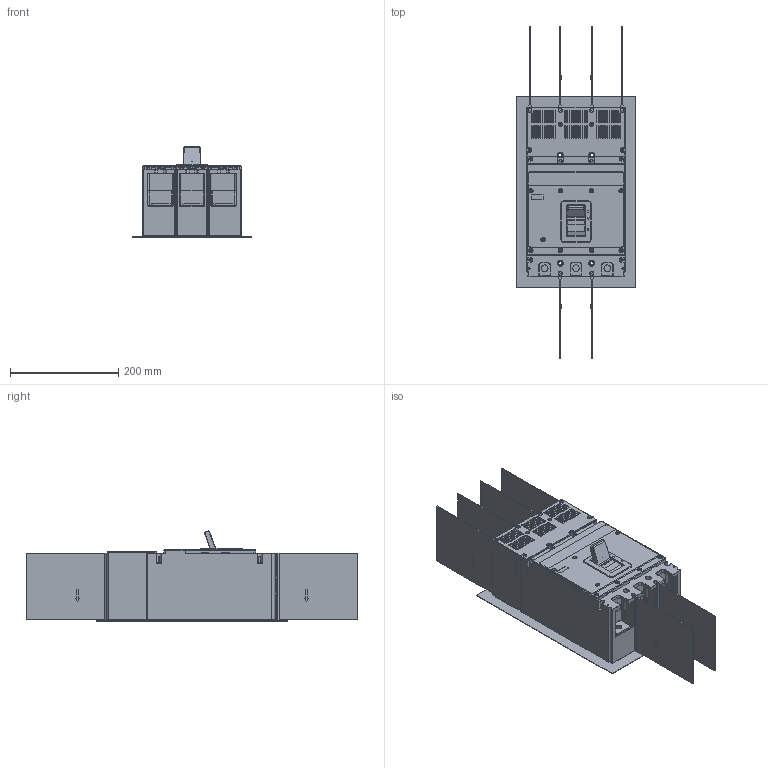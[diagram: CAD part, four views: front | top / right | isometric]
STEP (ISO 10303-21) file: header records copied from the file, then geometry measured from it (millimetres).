
FILE_DESCRIPTION(/* description */ (''),/* implementation_level */ '2;1');
FILE_NAME(/* name */ '3P.stp',/* time_stamp */ '2023-11-21T09:21:17+08:00',/* author */ (''),/* organization */ (''),/* preprocessor_version */ 'ST-DEVELOPER v16',/* originating_system */ 'SIEMENS PLM Software NX 10.0',/* authorisation */ '');
FILE_SCHEMA (('AUTOMOTIVE_DESIGN { 1 0 10303 214 3 1 1 1 }'));
Products named in the file (1): 3P
Bounding box: 222 x 614 x 166.7 mm (x, y, z)
Volume: 5211324.7 mm3; surface area: 1156956.5 mm2
Topology: 10 solids, 115 shells, 6602 faces, 17921 edges, 11569 vertices
Faces by surface type: plane 4632, cylinder 1555, cone 131, torus 120, sphere 115, bspline 47, extrusion 2
Full cylindrical faces by diameter (mm): 1.6 x1, 2.2 x2, 2.4 x10, 2.5 x4, 2.8 x2, 3 x16, 3.5 x11, 4.2 x9, 4.5 x8, 4.91 x8, 6 x2, 6.5 x12, 6.7 x2, 7 x3, 7.2 x8, 8 x4, 8.5 x12, 9 x3, 9.4 x4, 9.5 x2, 9.8 x1, 10 x6, 10.2 x4, 10.5 x2, 11.2 x1, 12.5 x6, 14 x9
Entity records: 229362 total; most frequent: CARTESIAN_POINT 38170, ORIENTED_EDGE 34994, DIRECTION 33784, EDGE_CURVE 17497, VECTOR 13696, LINE 13694, VERTEX_POINT 11451, AXIS2_PLACEMENT_3D 10044
